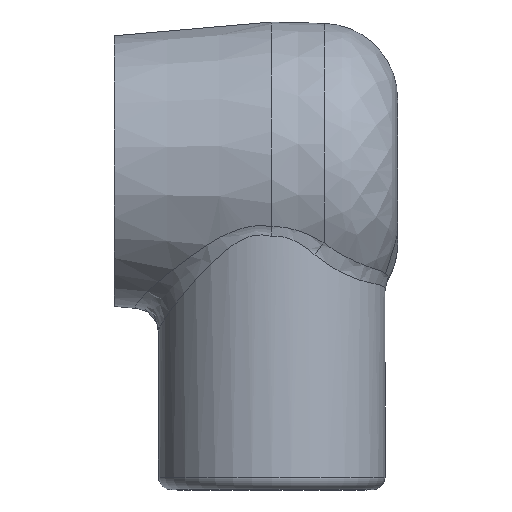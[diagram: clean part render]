
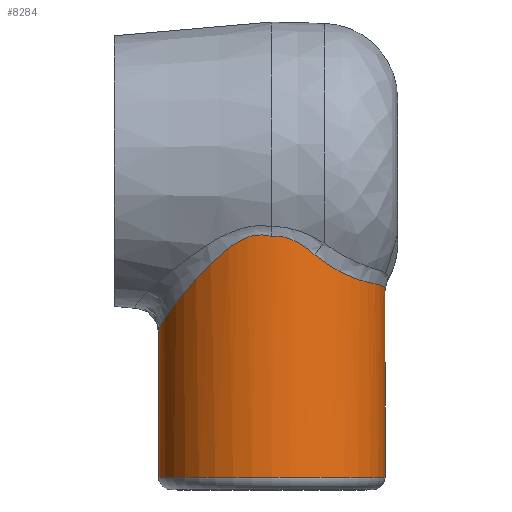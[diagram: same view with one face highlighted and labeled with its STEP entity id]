
A CAD part, left-side view. The second image highlights one B-rep face of the part: STEP entity #8284.
In plain terms, the highlighted cylindrical face has radius 14.287 mm (diameter 28.575 mm), a full revolution.
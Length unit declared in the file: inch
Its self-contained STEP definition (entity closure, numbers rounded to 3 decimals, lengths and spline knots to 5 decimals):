
#39=ELLIPSE('',#8715,0.56571,0.5625);
#42=ELLIPSE('',#8722,0.56279,0.5625);
#43=ELLIPSE('',#8723,0.56279,0.5625);
#102=CYLINDRICAL_SURFACE('',#8729,0.5625);
#175=CIRCLE('',#8730,0.5625);
#176=CIRCLE('',#8731,0.5625);
#434=B_SPLINE_CURVE_WITH_KNOTS('',3,(#13742,#13743,#13744,#13745,#13746,
#13747,#13748,#13749,#13750,#13751),.UNSPECIFIED.,.F.,.F.,(4,1,1,1,1,1,
1,4),(11.86657,12.34338,12.82019,13.77381,
14.25062,14.72743,14.96584,15.20424),
 .UNSPECIFIED.);
#437=B_SPLINE_CURVE_WITH_KNOTS('',3,(#13788,#13789,#13790,#13791,#13792),
 .UNSPECIFIED.,.F.,.F.,(4,1,4),(2.95424,3.27518,3.7031),
 .UNSPECIFIED.);
#441=B_SPLINE_CURVE_WITH_KNOTS('',3,(#13848,#13849,#13850,#13851,#13852,
#13853,#13854,#13855),.UNSPECIFIED.,.F.,.F.,(4,1,1,1,1,4),(0.,
0.6939,1.04085,1.73476,2.08171,2.42866),
 .UNSPECIFIED.);
#443=B_SPLINE_CURVE_WITH_KNOTS('',3,(#13901,#13902,#13903,#13904,#13905,
#13906,#13907),.UNSPECIFIED.,.F.,.F.,(4,1,1,1,4),(0.,
0.26841,0.80524,1.34206,1.87888),
 .UNSPECIFIED.);
#914=FACE_OUTER_BOUND('',#1380,.T.);
#1380=EDGE_LOOP('',(#6764,#6765,#6766,#6767,#6768,#6769,#6770,#6771,#6772,
#6773,#6774));
#2190=LINE('',#13951,#2975);
#2975=VECTOR('',#10318,0.5625);
#3641=VERTEX_POINT('',#13661);
#3642=VERTEX_POINT('',#13662);
#3646=VERTEX_POINT('',#13741);
#3648=VERTEX_POINT('',#13787);
#3651=VERTEX_POINT('',#13837);
#3653=VERTEX_POINT('',#13891);
#3656=VERTEX_POINT('',#13930);
#3661=VERTEX_POINT('',#13950);
#3662=VERTEX_POINT('',#13952);
#4698=EDGE_CURVE('',#3641,#3642,#39,.T.);
#4703=EDGE_CURVE('',#3642,#3646,#434,.T.);
#4706=EDGE_CURVE('',#3646,#3648,#437,.T.);
#4712=EDGE_CURVE('',#3648,#3651,#441,.T.);
#4715=EDGE_CURVE('',#3651,#3653,#443,.T.);
#4717=EDGE_CURVE('',#3653,#3656,#42,.T.);
#4718=EDGE_CURVE('',#3656,#3641,#43,.T.);
#4728=EDGE_CURVE('',#3656,#3661,#2190,.T.);
#4729=EDGE_CURVE('',#3662,#3661,#175,.T.);
#4730=EDGE_CURVE('',#3661,#3662,#176,.T.);
#6764=ORIENTED_EDGE('',*,*,#4698,.F.);
#6765=ORIENTED_EDGE('',*,*,#4718,.F.);
#6766=ORIENTED_EDGE('',*,*,#4728,.T.);
#6767=ORIENTED_EDGE('',*,*,#4729,.F.);
#6768=ORIENTED_EDGE('',*,*,#4730,.F.);
#6769=ORIENTED_EDGE('',*,*,#4728,.F.);
#6770=ORIENTED_EDGE('',*,*,#4717,.F.);
#6771=ORIENTED_EDGE('',*,*,#4715,.F.);
#6772=ORIENTED_EDGE('',*,*,#4712,.F.);
#6773=ORIENTED_EDGE('',*,*,#4706,.F.);
#6774=ORIENTED_EDGE('',*,*,#4703,.F.);
#8284=ADVANCED_FACE('',(#914),#102,.T.);
#8715=AXIS2_PLACEMENT_3D('',#13663,#10281,#10282);
#8722=AXIS2_PLACEMENT_3D('',#13931,#10295,#10296);
#8723=AXIS2_PLACEMENT_3D('',#13932,#10297,#10298);
#8729=AXIS2_PLACEMENT_3D('',#13949,#10316,#10317);
#8730=AXIS2_PLACEMENT_3D('',#13953,#10319,#10320);
#8731=AXIS2_PLACEMENT_3D('',#13954,#10321,#10322);
#10281=DIRECTION('center_axis',(0.,-0.106,0.994));
#10282=DIRECTION('ref_axis',(0.,0.994,0.106));
#10295=DIRECTION('center_axis',(0.,0.032,
0.999));
#10296=DIRECTION('ref_axis',(0.,-0.999,0.032));
#10297=DIRECTION('center_axis',(0.,0.032,
0.999));
#10298=DIRECTION('ref_axis',(0.,-0.999,0.032));
#10316=DIRECTION('center_axis',(0.,0.,1.));
#10317=DIRECTION('ref_axis',(-1.,0.,0.));
#10318=DIRECTION('',(0.,0.,-1.));
#10319=DIRECTION('center_axis',(0.,0.,-1.));
#10320=DIRECTION('ref_axis',(0.,-1.,0.));
#10321=DIRECTION('center_axis',(0.,0.,-1.));
#10322=DIRECTION('ref_axis',(0.,-1.,0.));
#13661=CARTESIAN_POINT('',(-0.72461,-0.77812,-0.86537));
#13662=CARTESIAN_POINT('',(-1.19283,-0.22671,-0.80641));
#13663=CARTESIAN_POINT('Origin',(-1.2871,-0.78125,-0.8657));
#13741=CARTESIAN_POINT('',(-1.84959,-0.77812,-0.32328));
#13742=CARTESIAN_POINT('Ctrl Pts',(-1.19283,-0.22671,
-0.80641));
#13743=CARTESIAN_POINT('Ctrl Pts',(-1.24329,-0.21813,
-0.80549));
#13744=CARTESIAN_POINT('Ctrl Pts',(-1.34638,-0.21496,
-0.79054));
#13745=CARTESIAN_POINT('Ctrl Pts',(-1.53765,-0.26215,
-0.71026));
#13746=CARTESIAN_POINT('Ctrl Pts',(-1.68343,-0.36693,
-0.57599));
#13747=CARTESIAN_POINT('Ctrl Pts',(-1.78127,-0.50298,
-0.43285));
#13748=CARTESIAN_POINT('Ctrl Pts',(-1.8247,-0.60414,
-0.34932));
#13749=CARTESIAN_POINT('Ctrl Pts',(-1.84568,-0.70112,
-0.313));
#13750=CARTESIAN_POINT('Ctrl Pts',(-1.84945,-0.75312,
-0.31655));
#13751=CARTESIAN_POINT('Ctrl Pts',(-1.84959,-0.77812,
-0.32328));
#13787=CARTESIAN_POINT('',(-1.80678,-0.9965,-0.4168));
#13788=CARTESIAN_POINT('Ctrl Pts',(-1.84959,-0.77812,
-0.32328));
#13789=CARTESIAN_POINT('Ctrl Pts',(-1.84978,-0.81246,
-0.31976));
#13790=CARTESIAN_POINT('Ctrl Pts',(-1.84234,-0.89328,
-0.33659));
#13791=CARTESIAN_POINT('Ctrl Pts',(-1.8216,-0.96074,
-0.38656));
#13792=CARTESIAN_POINT('Ctrl Pts',(-1.80678,-0.9965,
-0.4168));
#13837=CARTESIAN_POINT('',(-1.19283,-1.33579,-0.61741));
#13848=CARTESIAN_POINT('Ctrl Pts',(-1.80678,-0.9965,
-0.4168));
#13849=CARTESIAN_POINT('Ctrl Pts',(-1.78276,-1.0545,
-0.46584));
#13850=CARTESIAN_POINT('Ctrl Pts',(-1.72655,-1.14556,
-0.51627));
#13851=CARTESIAN_POINT('Ctrl Pts',(-1.58748,-1.26683,
-0.55814));
#13852=CARTESIAN_POINT('Ctrl Pts',(-1.44878,-1.32916,
-0.56357));
#13853=CARTESIAN_POINT('Ctrl Pts',(-1.30078,-1.34714,-0.58297));
#13854=CARTESIAN_POINT('Ctrl Pts',(-1.22822,-1.34181,
-0.60526));
#13855=CARTESIAN_POINT('Ctrl Pts',(-1.19283,-1.33579,
-0.61741));
#13891=CARTESIAN_POINT('',(-0.76742,-0.9965,-0.85838));
#13901=CARTESIAN_POINT('Ctrl Pts',(-1.19283,-1.33579,
-0.61741));
#13902=CARTESIAN_POINT('Ctrl Pts',(-1.16544,-1.33114,
-0.62681));
#13903=CARTESIAN_POINT('Ctrl Pts',(-1.08669,-1.31143,-0.66457));
#13904=CARTESIAN_POINT('Ctrl Pts',(-0.97017,-1.25449,
-0.74423));
#13905=CARTESIAN_POINT('Ctrl Pts',(-0.84987,-1.14787,
-0.82773));
#13906=CARTESIAN_POINT('Ctrl Pts',(-0.78947,-1.04974,
-0.85668));
#13907=CARTESIAN_POINT('Ctrl Pts',(-0.76742,-0.9965,
-0.85838));
#13930=CARTESIAN_POINT('',(-0.7246,-0.78125,-0.86527));
#13931=CARTESIAN_POINT('Origin',(-1.2871,-0.78125,-0.86527));
#13932=CARTESIAN_POINT('Origin',(-1.2871,-0.78125,-0.86527));
#13949=CARTESIAN_POINT('Origin',(-1.2871,-0.78125,-1.57813));
#13950=CARTESIAN_POINT('',(-0.7246,-0.78125,-1.51881));
#13951=CARTESIAN_POINT('',(-0.7246,-0.78125,-1.57813));
#13952=CARTESIAN_POINT('',(-1.2871,-0.21875,-1.51881));
#13953=CARTESIAN_POINT('Origin',(-1.2871,-0.78125,-1.51881));
#13954=CARTESIAN_POINT('Origin',(-1.2871,-0.78125,-1.51881));
